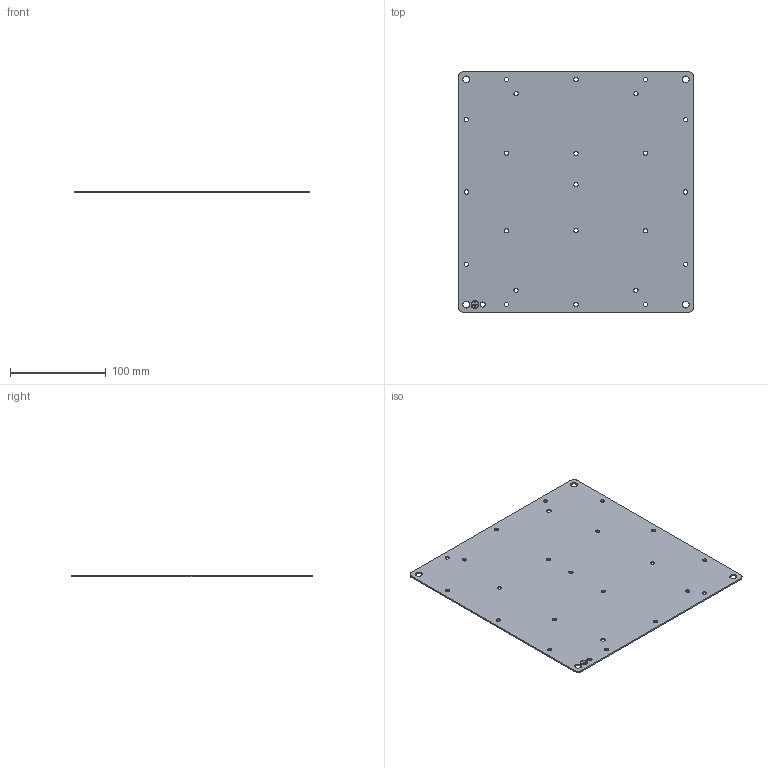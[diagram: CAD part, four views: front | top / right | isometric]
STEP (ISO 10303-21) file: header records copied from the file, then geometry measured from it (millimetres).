
FILE_DESCRIPTION(('CATIA V5 STEP Exchange','CAx-IF Rec.Pracs.--- Model Styling and Organization---1.2---2011-12-15'),'2;1');
FILE_NAME ('D1450334_0_1257670000_1257670000.stp','2018-02-08T12:22:41+00:00',('none'),('Weidmueller'),'CATIA Version 5-6 Release 2014','CATIA V5 STEP AP214','none');
FILE_SCHEMA(('AUTOMOTIVE_DESIGN { 1 0 10303 214 1 1 1 1 }'));
Length unit declared in the file: millimetre
Products named in the file (1): 1257670000_KTB_MOPL_3030_S2N_H  
Bounding box: 245 x 251 x 1.5 mm (x, y, z)
Volume: 91379 mm3; surface area: 123973.8 mm2
Topology: 1 solids, 1 shells, 147 faces, 420 edges, 280 vertices
Faces by surface type: cylinder 120, plane 27
Entity records: 5140 total; most frequent: CARTESIAN_POINT 1421, ORIENTED_EDGE 840, DIRECTION 584, EDGE_CURVE 420, VERTEX_POINT 280, AXIS2_PLACEMENT_3D 265, EDGE_LOOP 208, VECTOR 180
